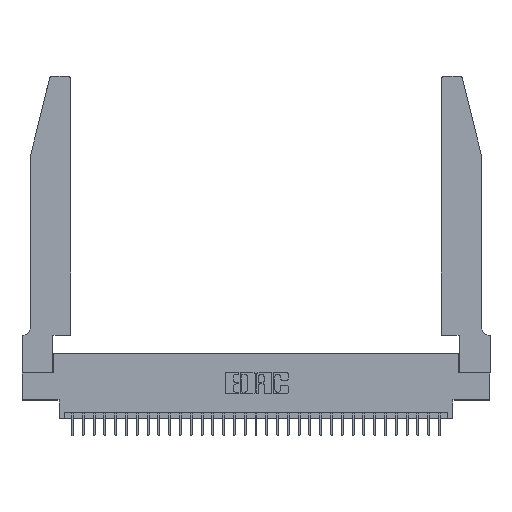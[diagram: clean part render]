
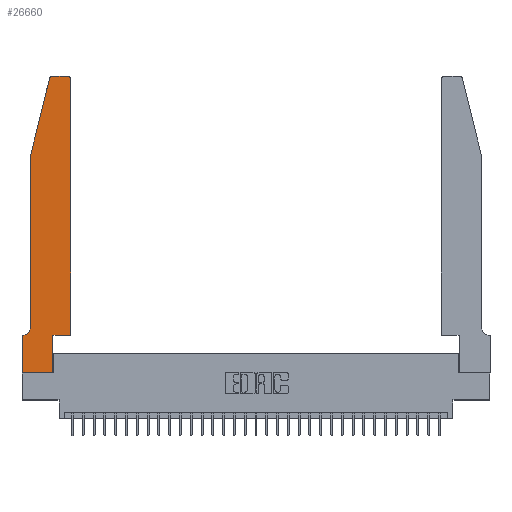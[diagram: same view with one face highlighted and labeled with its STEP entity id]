
A CAD part, top view. The second image highlights one B-rep face of the part: STEP entity #26660.
In plain terms, the highlighted planar face has unit normal (0, 0, 1).
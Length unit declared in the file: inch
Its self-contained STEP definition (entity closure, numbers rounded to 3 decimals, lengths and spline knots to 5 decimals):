
#165 = DIRECTION ( 'NONE',  ( 1., 0., 0. ) ) ;
#385 = VERTEX_POINT ( 'NONE', #13776 ) ;
#898 = CARTESIAN_POINT ( 'NONE',  ( 0.2865, 0.35, 0.37 ) ) ;
#1989 = VECTOR ( 'NONE', #17155, 39.37008 ) ;
#2011 = LINE ( 'NONE', #9048, #32271 ) ;
#2370 = DIRECTION ( 'NONE',  ( 1., 0., 0. ) ) ;
#2384 = EDGE_LOOP ( 'NONE', ( #5194, #29843, #26587, #4571, #12023, #21494, #21870, #20444, #4543, #9827, #18019, #13741 ) ) ;
#2493 = CARTESIAN_POINT ( 'NONE',  ( 0., 0.35, 0.37 ) ) ;
#2717 = DIRECTION ( 'NONE',  ( -1., 0., 0. ) ) ;
#2748 = LINE ( 'NONE', #18135, #18447 ) ;
#2889 = CARTESIAN_POINT ( 'NONE',  ( 0.2865, 0., 0.37 ) ) ;
#3622 = AXIS2_PLACEMENT_3D ( 'NONE', #29696, #27094, #19072 ) ;
#4131 = AXIS2_PLACEMENT_3D ( 'NONE', #4393, #10812, #26159 ) ;
#4393 = CARTESIAN_POINT ( 'NONE',  ( 0.284, 2.72, 0.37 ) ) ;
#4403 = EDGE_CURVE ( 'NONE', #5465, #24268, #12773, .T. ) ;
#4518 = DIRECTION ( 'NONE',  ( -1., 0., 0. ) ) ;
#4543 = ORIENTED_EDGE ( 'NONE', *, *, #13289, .T. ) ;
#4571 = ORIENTED_EDGE ( 'NONE', *, *, #11474, .T. ) ;
#5194 = ORIENTED_EDGE ( 'NONE', *, *, #24821, .T. ) ;
#5309 = CARTESIAN_POINT ( 'NONE',  ( 0.4505, 0.35, 0.37 ) ) ;
#5465 = VERTEX_POINT ( 'NONE', #29740 ) ;
#5733 = CARTESIAN_POINT ( 'NONE',  ( 0.0055, 0.35, 0.37 ) ) ;
#6109 = CARTESIAN_POINT ( 'NONE',  ( 0.4505, 0.35, 0.37 ) ) ;
#6314 = VECTOR ( 'NONE', #16788, 39.37008 ) ;
#6444 = DIRECTION ( 'NONE',  ( 1., 0., 0. ) ) ;
#6484 = CARTESIAN_POINT ( 'NONE',  ( 0.2865, 0.35, 0.37 ) ) ;
#7375 = EDGE_CURVE ( 'NONE', #26960, #29634, #30392, .T. ) ;
#7945 = LINE ( 'NONE', #9027, #6314 ) ;
#8258 = VECTOR ( 'NONE', #6444, 39.37008 ) ;
#8280 = CARTESIAN_POINT ( 'NONE',  ( 0.4205, 2.75, 0.37 ) ) ;
#9027 = CARTESIAN_POINT ( 'NONE',  ( 0.0755, 2., 0.37 ) ) ;
#9048 = CARTESIAN_POINT ( 'NONE',  ( 0., 0., 0.37 ) ) ;
#9063 = EDGE_CURVE ( 'NONE', #29634, #16364, #2011, .T. ) ;
#9588 = CARTESIAN_POINT ( 'NONE',  ( 0., 0., 0.37 ) ) ;
#9661 = LINE ( 'NONE', #20367, #29824 ) ;
#9827 = ORIENTED_EDGE ( 'NONE', *, *, #28312, .T. ) ;
#9905 = FACE_OUTER_BOUND ( 'NONE', #2384, .T. ) ;
#10812 = DIRECTION ( 'NONE',  ( 0., 0., 1. ) ) ;
#11474 = EDGE_CURVE ( 'NONE', #15101, #385, #7945, .T. ) ;
#11616 = DIRECTION ( 'NONE',  ( 0., -1., 0. ) ) ;
#12023 = ORIENTED_EDGE ( 'NONE', *, *, #30099, .T. ) ;
#12773 = CIRCLE ( 'NONE', #3622, 0.03 ) ;
#13289 = EDGE_CURVE ( 'NONE', #27434, #22430, #26995, .T. ) ;
#13487 = EDGE_CURVE ( 'NONE', #14511, #15101, #9661, .T. ) ;
#13741 = ORIENTED_EDGE ( 'NONE', *, *, #4403, .T. ) ;
#13776 = CARTESIAN_POINT ( 'NONE',  ( 0.0755, 0.42, 0.37 ) ) ;
#14511 = VERTEX_POINT ( 'NONE', #17671 ) ;
#15101 = VERTEX_POINT ( 'NONE', #15878 ) ;
#15870 = VECTOR ( 'NONE', #165, 39.37008 ) ;
#15878 = CARTESIAN_POINT ( 'NONE',  ( 0.0755, 2., 0.37 ) ) ;
#16364 = VERTEX_POINT ( 'NONE', #9588 ) ;
#16476 = AXIS2_PLACEMENT_3D ( 'NONE', #2493, #25608, #2370 ) ;
#16688 = CARTESIAN_POINT ( 'NONE',  ( 0.4505, 0.35, 0.37 ) ) ;
#16788 = DIRECTION ( 'NONE',  ( 0., -1., 0. ) ) ;
#17155 = DIRECTION ( 'NONE',  ( 0., 1., 0. ) ) ;
#17360 = EDGE_CURVE ( 'NONE', #16364, #27434, #28778, .T. ) ;
#17671 = CARTESIAN_POINT ( 'NONE',  ( 0.25487, 2.72718, 0.37 ) ) ;
#17738 = DIRECTION ( 'NONE',  ( -0.239, -0.971, 0. ) ) ;
#18019 = ORIENTED_EDGE ( 'NONE', *, *, #22726, .T. ) ;
#18135 = CARTESIAN_POINT ( 'NONE',  ( 0.2605, 2.75, 0.37 ) ) ;
#18360 = CIRCLE ( 'NONE', #4131, 0.03 ) ;
#18447 = VECTOR ( 'NONE', #2717, 39.37008 ) ;
#19072 = DIRECTION ( 'NONE',  ( 1., 0., 0. ) ) ;
#19169 = CARTESIAN_POINT ( 'NONE',  ( 0.0755, 0.35, 0.37 ) ) ;
#20367 = CARTESIAN_POINT ( 'NONE',  ( 0.0755, 2., 0.37 ) ) ;
#20444 = ORIENTED_EDGE ( 'NONE', *, *, #17360, .T. ) ;
#20763 = PLANE ( 'NONE',  #16476 ) ;
#20902 = DIRECTION ( 'NONE',  ( 0., 1., 0. ) ) ;
#21494 = ORIENTED_EDGE ( 'NONE', *, *, #7375, .T. ) ;
#21870 = ORIENTED_EDGE ( 'NONE', *, *, #9063, .T. ) ;
#22430 = VERTEX_POINT ( 'NONE', #6484 ) ;
#22726 = EDGE_CURVE ( 'NONE', #29953, #5465, #24695, .T. ) ;
#22756 = CARTESIAN_POINT ( 'NONE',  ( 0.284, 2.75, 0.37 ) ) ;
#23446 = CIRCLE ( 'NONE', #28898, 0.07 ) ;
#24268 = VERTEX_POINT ( 'NONE', #8280 ) ;
#24695 = LINE ( 'NONE', #6109, #25082 ) ;
#24821 = EDGE_CURVE ( 'NONE', #24268, #32405, #2748, .T. ) ;
#25082 = VECTOR ( 'NONE', #20902, 39.37008 ) ;
#25608 = DIRECTION ( 'NONE',  ( 0., 0., 1. ) ) ;
#26159 = DIRECTION ( 'NONE',  ( 1., 0., 0. ) ) ;
#26431 = CARTESIAN_POINT ( 'NONE',  ( 0., 0., 0.37 ) ) ;
#26519 = CARTESIAN_POINT ( 'NONE',  ( 0.0055, 0.42, 0.37 ) ) ;
#26587 = ORIENTED_EDGE ( 'NONE', *, *, #13487, .T. ) ;
#26660 = ADVANCED_FACE ( 'NONE', ( #9905 ), #20763, .T. ) ;
#26960 = VERTEX_POINT ( 'NONE', #5733 ) ;
#26995 = LINE ( 'NONE', #898, #1989 ) ;
#27094 = DIRECTION ( 'NONE',  ( 0., 0., 1. ) ) ;
#27434 = VERTEX_POINT ( 'NONE', #2889 ) ;
#28312 = EDGE_CURVE ( 'NONE', #22430, #29953, #28830, .T. ) ;
#28778 = LINE ( 'NONE', #26431, #15870 ) ;
#28830 = LINE ( 'NONE', #16688, #8258 ) ;
#28898 = AXIS2_PLACEMENT_3D ( 'NONE', #26519, #29118, #31810 ) ;
#29118 = DIRECTION ( 'NONE',  ( 0., 0., -1. ) ) ;
#29153 = VECTOR ( 'NONE', #4518, 39.37008 ) ;
#29619 = CARTESIAN_POINT ( 'NONE',  ( 0., 0.35, 0.37 ) ) ;
#29634 = VERTEX_POINT ( 'NONE', #29619 ) ;
#29696 = CARTESIAN_POINT ( 'NONE',  ( 0.4205, 2.72, 0.37 ) ) ;
#29740 = CARTESIAN_POINT ( 'NONE',  ( 0.4505, 2.72, 0.37 ) ) ;
#29824 = VECTOR ( 'NONE', #17738, 39.37008 ) ;
#29843 = ORIENTED_EDGE ( 'NONE', *, *, #33186, .T. ) ;
#29953 = VERTEX_POINT ( 'NONE', #5309 ) ;
#30099 = EDGE_CURVE ( 'NONE', #385, #26960, #23446, .T. ) ;
#30392 = LINE ( 'NONE', #19169, #29153 ) ;
#31810 = DIRECTION ( 'NONE',  ( -1., 0., 0. ) ) ;
#32271 = VECTOR ( 'NONE', #11616, 39.37008 ) ;
#32405 = VERTEX_POINT ( 'NONE', #22756 ) ;
#33186 = EDGE_CURVE ( 'NONE', #32405, #14511, #18360, .T. ) ;
